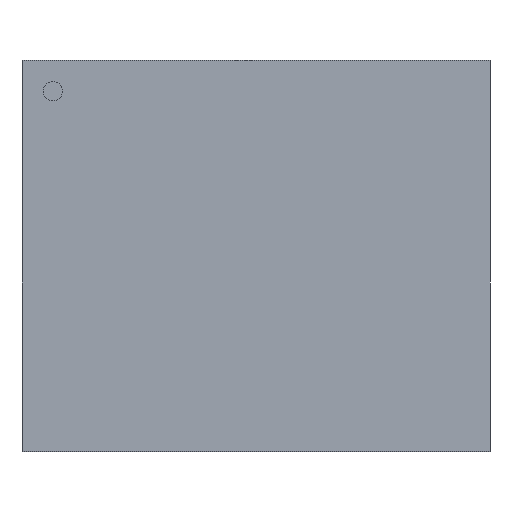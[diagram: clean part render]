
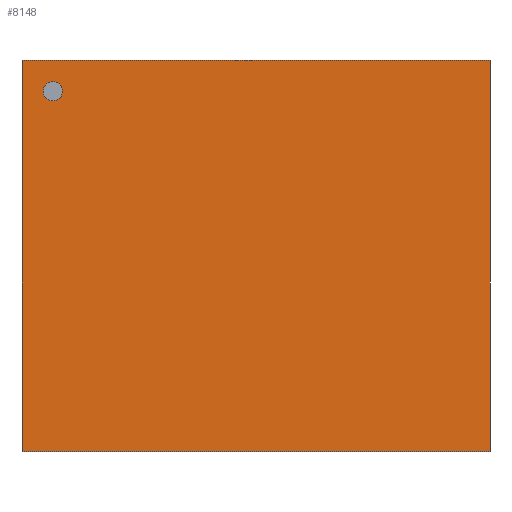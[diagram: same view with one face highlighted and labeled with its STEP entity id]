
A CAD part, top view. The second image highlights one B-rep face of the part: STEP entity #8148.
In plain terms, the highlighted free-form (B-spline) face has degree [1, 1] with [2, 2] control points.
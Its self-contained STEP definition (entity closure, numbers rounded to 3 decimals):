
#70=CARTESIAN_POINT('',(-5.025,4.275,1.95));
#71=VERTEX_POINT('',#70);
#80=CARTESIAN_POINT('',(-5.525,4.275,1.95));
#81=VERTEX_POINT('',#80);
#82=CARTESIAN_POINT('',(-5.275,4.275,1.95));
#83=DIRECTION('',(0.0,0.0,-1.0));
#84=DIRECTION('',(1.0,0.0,0.0));
#85=AXIS2_PLACEMENT_3D('',#82,#83,#84);
#86=CIRCLE('',#85,0.25);
#87=EDGE_CURVE('',#81,#71,#86,.T.);
#3662=CARTESIAN_POINT('',(-6.075,-5.075,1.95));
#3663=VERTEX_POINT('',#3662);
#3670=CARTESIAN_POINT('',(-6.075,5.075,1.95));
#3671=VERTEX_POINT('',#3670);
#3672=CARTESIAN_POINT('',(-6.075,-5.075,1.95));
#3673=DIRECTION('',(0.0,1.0,0.0));
#3674=VECTOR('',#3673,10.15);
#3675=LINE('',#3672,#3674);
#3676=EDGE_CURVE('',#3663,#3671,#3675,.T.);
#8063=CARTESIAN_POINT('',(6.075,-5.075,1.95));
#8064=VERTEX_POINT('',#8063);
#8071=CARTESIAN_POINT('',(6.075,-5.075,1.95));
#8072=DIRECTION('',(-1.0,0.0,0.0));
#8073=VECTOR('',#8072,12.15);
#8074=LINE('',#8071,#8073);
#8075=EDGE_CURVE('',#8064,#3663,#8074,.T.);
#8101=CARTESIAN_POINT('',(-5.275,4.275,1.95));
#8102=DIRECTION('',(0.0,0.0,-1.0));
#8103=DIRECTION('',(1.0,0.0,0.0));
#8104=AXIS2_PLACEMENT_3D('',#8101,#8102,#8103);
#8105=CIRCLE('',#8104,0.25);
#8106=EDGE_CURVE('',#71,#81,#8105,.T.);
#8121=CARTESIAN_POINT('',(-6.075,-5.075,1.95));
#8122=CARTESIAN_POINT('',(6.075,-5.075,1.95));
#8123=CARTESIAN_POINT('',(-6.075,5.075,1.95));
#8124=CARTESIAN_POINT('',(6.075,5.075,1.95));
#8125=B_SPLINE_SURFACE_WITH_KNOTS('',1,1,((#8121,#8123),(#8122,#8124)),.UNSPECIFIED.,.F.,.F.,.U.,(2,2),(2,2),(0.0,12.15),(0.0,10.15),.UNSPECIFIED.);
#8126=CARTESIAN_POINT('',(6.075,5.075,1.95));
#8127=VERTEX_POINT('',#8126);
#8128=CARTESIAN_POINT('',(6.075,5.075,1.95));
#8129=DIRECTION('',(0.0,-1.0,0.0));
#8130=VECTOR('',#8129,10.15);
#8131=LINE('',#8128,#8130);
#8132=EDGE_CURVE('',#8127,#8064,#8131,.T.);
#8133=ORIENTED_EDGE('',*,*,#8132,.F.);
#8134=CARTESIAN_POINT('',(-6.075,5.075,1.95));
#8135=DIRECTION('',(1.0,0.0,0.0));
#8136=VECTOR('',#8135,12.15);
#8137=LINE('',#8134,#8136);
#8138=EDGE_CURVE('',#3671,#8127,#8137,.T.);
#8139=ORIENTED_EDGE('',*,*,#8138,.F.);
#8140=ORIENTED_EDGE('',*,*,#3676,.F.);
#8141=ORIENTED_EDGE('',*,*,#8075,.F.);
#8142=EDGE_LOOP('',(#8133,#8139,#8140,#8141));
#8143=FACE_OUTER_BOUND('',#8142,.T.);
#8144=ORIENTED_EDGE('',*,*,#8106,.T.);
#8145=ORIENTED_EDGE('',*,*,#87,.T.);
#8146=EDGE_LOOP('',(#8144,#8145));
#8147=FACE_BOUND('',#8146,.T.);
#8148=ADVANCED_FACE('',(#8143,#8147),#8125,.T.);
